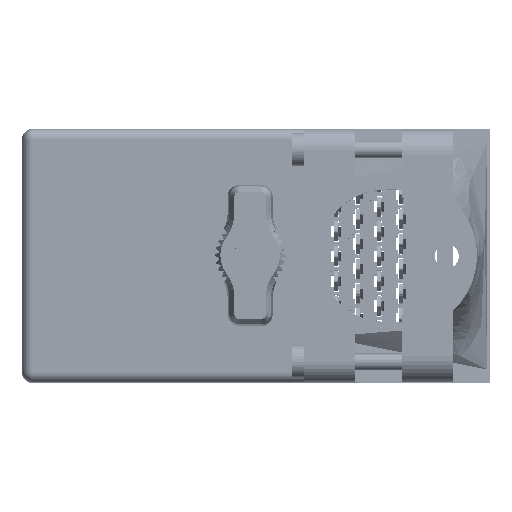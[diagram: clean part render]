
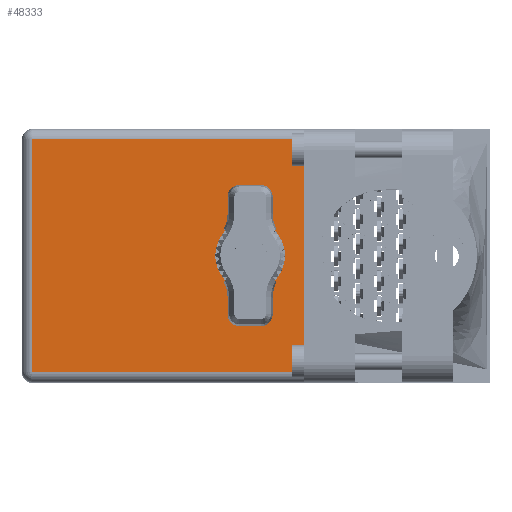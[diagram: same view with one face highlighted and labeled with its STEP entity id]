
A CAD part, top view. The second image highlights one B-rep face of the part: STEP entity #48333.
In plain terms, the highlighted face is planar.
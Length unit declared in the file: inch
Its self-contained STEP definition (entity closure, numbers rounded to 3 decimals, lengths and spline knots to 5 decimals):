
#6027 = ORIENTED_EDGE ( 'NONE', *, *, #100888, .T. ) ;
#8389 = AXIS2_PLACEMENT_3D ( 'NONE', #61904, #102614, #78190 ) ;
#8439 = CARTESIAN_POINT ( 'NONE',  ( 1.705, 2.03, -1.53 ) ) ;
#9023 = CARTESIAN_POINT ( 'NONE',  ( 1.705, 2.03, -1.468 ) ) ;
#9743 = CIRCLE ( 'NONE', #78939, 0.1015 ) ;
#10321 = CARTESIAN_POINT ( 'NONE',  ( 1.3775, 2.03, -0.765 ) ) ;
#11409 = DIRECTION ( 'NONE',  ( 0., 0., 1. ) ) ;
#20589 = LINE ( 'NONE', #42185, #48408 ) ;
#23964 = EDGE_CURVE ( 'NONE', #52260, #68765, #74948, .T. ) ;
#25440 = DIRECTION ( 'NONE',  ( 0., 0., 1. ) ) ;
#27655 = LINE ( 'NONE', #30633, #92492 ) ;
#29163 = CARTESIAN_POINT ( 'NONE',  ( 1.3775, 2.03, -0.6635 ) ) ;
#30112 = ORIENTED_EDGE ( 'NONE', *, *, #47353, .F. ) ;
#30283 = VERTEX_POINT ( 'NONE', #107633 ) ;
#30633 = CARTESIAN_POINT ( 'NONE',  ( 0.062, 2.03, -1.53 ) ) ;
#33758 = LINE ( 'NONE', #8439, #44363 ) ;
#35272 = VECTOR ( 'NONE', #63439, 39.37008 ) ;
#39397 = PLANE ( 'NONE',  #106651 ) ;
#40394 = VERTEX_POINT ( 'NONE', #45937 ) ;
#40554 = EDGE_LOOP ( 'NONE', ( #6027, #55374, #55041, #47189 ) ) ;
#41272 = VERTEX_POINT ( 'NONE', #9023 ) ;
#42185 = CARTESIAN_POINT ( 'NONE',  ( 1.705, 2.03, -0.062 ) ) ;
#44363 = VECTOR ( 'NONE', #25440, 39.37008 ) ;
#45088 = DIRECTION ( 'NONE',  ( 0., 1., 0. ) ) ;
#45937 = CARTESIAN_POINT ( 'NONE',  ( 0.062, 2.03, -0.062 ) ) ;
#47189 = ORIENTED_EDGE ( 'NONE', *, *, #102658, .T. ) ;
#47353 = EDGE_CURVE ( 'NONE', #68765, #52260, #9743, .T. ) ;
#48333 = ADVANCED_FACE ( 'NONE', ( #94174, #68989 ), #39397, .T. ) ;
#48408 = VECTOR ( 'NONE', #50724, 39.37008 ) ;
#50356 = EDGE_LOOP ( 'NONE', ( #30112, #96018 ) ) ;
#50724 = DIRECTION ( 'NONE',  ( 1., 0., 0. ) ) ;
#52260 = VERTEX_POINT ( 'NONE', #66274 ) ;
#54231 = CARTESIAN_POINT ( 'NONE',  ( 0., 2.03, -1.468 ) ) ;
#55041 = ORIENTED_EDGE ( 'NONE', *, *, #67290, .F. ) ;
#55374 = ORIENTED_EDGE ( 'NONE', *, *, #66767, .T. ) ;
#61904 = CARTESIAN_POINT ( 'NONE',  ( 1.3775, 2.03, -0.765 ) ) ;
#63439 = DIRECTION ( 'NONE',  ( -1., 0., 0. ) ) ;
#64459 = DIRECTION ( 'NONE',  ( 0., 1., 0. ) ) ;
#65725 = DIRECTION ( 'NONE',  ( 0., 0., 1. ) ) ;
#66274 = CARTESIAN_POINT ( 'NONE',  ( 1.3775, 2.03, -0.8665 ) ) ;
#66767 = EDGE_CURVE ( 'NONE', #40394, #30283, #20589, .T. ) ;
#67290 = EDGE_CURVE ( 'NONE', #41272, #30283, #33758, .T. ) ;
#68765 = VERTEX_POINT ( 'NONE', #29163 ) ;
#68989 = FACE_BOUND ( 'NONE', #50356, .T. ) ;
#73593 = LINE ( 'NONE', #54231, #35272 ) ;
#74948 = CIRCLE ( 'NONE', #8389, 0.1015 ) ;
#78190 = DIRECTION ( 'NONE',  ( 0., 0., 1. ) ) ;
#78939 = AXIS2_PLACEMENT_3D ( 'NONE', #10321, #45088, #11409 ) ;
#82124 = VERTEX_POINT ( 'NONE', #106480 ) ;
#82576 = DIRECTION ( 'NONE',  ( 0., 0., 1. ) ) ;
#92492 = VECTOR ( 'NONE', #65725, 39.37008 ) ;
#94174 = FACE_OUTER_BOUND ( 'NONE', #40554, .T. ) ;
#96018 = ORIENTED_EDGE ( 'NONE', *, *, #23964, .F. ) ;
#98511 = CARTESIAN_POINT ( 'NONE',  ( 0., 2.03, -1.53 ) ) ;
#100888 = EDGE_CURVE ( 'NONE', #82124, #40394, #27655, .T. ) ;
#102614 = DIRECTION ( 'NONE',  ( 0., 1., 0. ) ) ;
#102658 = EDGE_CURVE ( 'NONE', #41272, #82124, #73593, .T. ) ;
#106480 = CARTESIAN_POINT ( 'NONE',  ( 0.062, 2.03, -1.468 ) ) ;
#106651 = AXIS2_PLACEMENT_3D ( 'NONE', #98511, #64459, #82576 ) ;
#107633 = CARTESIAN_POINT ( 'NONE',  ( 1.705, 2.03, -0.062 ) ) ;
